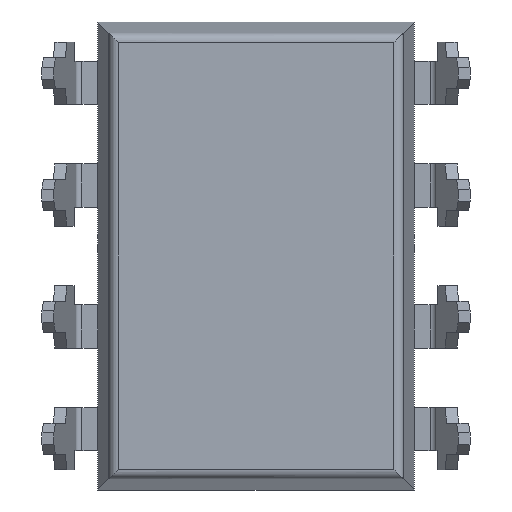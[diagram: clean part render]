
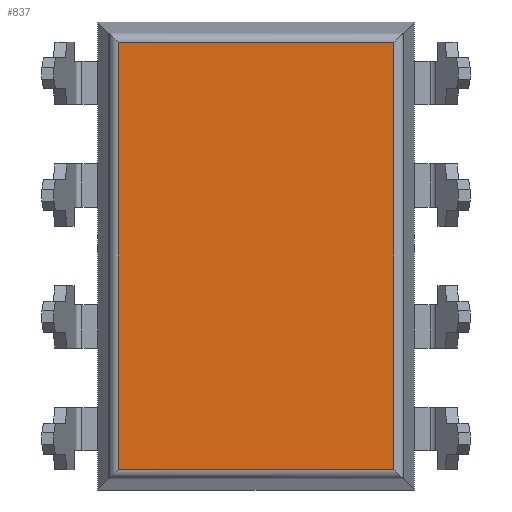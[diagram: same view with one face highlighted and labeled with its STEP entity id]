
A CAD part, front view. The second image highlights one B-rep face of the part: STEP entity #837.
In plain terms, the highlighted planar face has unit normal (0, -1, 0).
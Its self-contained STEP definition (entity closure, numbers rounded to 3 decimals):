
#92 = DIRECTION ( 'NONE',  ( 0., 1., 0. ) ) ;
#131 = CARTESIAN_POINT ( 'NONE',  ( 6.172, -1.875, 9.76 ) ) ;
#223 = EDGE_CURVE ( 'NONE', #593, #883, #1505, .T. ) ;
#260 = ORIENTED_EDGE ( 'NONE', *, *, #223, .F. ) ;
#345 = EDGE_CURVE ( 'NONE', #475, #593, #973, .T. ) ;
#373 = CARTESIAN_POINT ( 'NONE',  ( -3.4, -1.875, 9.332 ) ) ;
#456 = ORIENTED_EDGE ( 'NONE', *, *, #1778, .T. ) ;
#475 = VERTEX_POINT ( 'NONE', #1951 ) ;
#516 = EDGE_CURVE ( 'NONE', #475, #1693, #749, .T. ) ;
#563 = PLANE ( 'NONE',  #760 ) ;
#593 = VERTEX_POINT ( 'NONE', #1038 ) ;
#749 = LINE ( 'NONE', #1507, #922 ) ;
#760 = AXIS2_PLACEMENT_3D ( 'NONE', #1458, #92, #873 ) ;
#837 = ADVANCED_FACE ( 'NONE', ( #1161 ), #563, .F. ) ;
#873 = DIRECTION ( 'NONE',  ( 0., 0., 1. ) ) ;
#883 = VERTEX_POINT ( 'NONE', #1935 ) ;
#922 = VECTOR ( 'NONE', #1358, 1000. ) ;
#973 = LINE ( 'NONE', #373, #1234 ) ;
#1038 = CARTESIAN_POINT ( 'NONE',  ( 6.172, -1.875, 9.332 ) ) ;
#1059 = EDGE_LOOP ( 'NONE', ( #260, #1785, #1453, #456 ) ) ;
#1161 = FACE_OUTER_BOUND ( 'NONE', #1059, .T. ) ;
#1206 = LINE ( 'NONE', #1907, #1892 ) ;
#1212 = DIRECTION ( 'NONE',  ( 0., 0., -1. ) ) ;
#1234 = VECTOR ( 'NONE', #1904, 1000. ) ;
#1358 = DIRECTION ( 'NONE',  ( 0., 0., -1. ) ) ;
#1419 = VECTOR ( 'NONE', #1212, 1000. ) ;
#1453 = ORIENTED_EDGE ( 'NONE', *, *, #516, .T. ) ;
#1458 = CARTESIAN_POINT ( 'NONE',  ( 6.172, -1.875, 9.76 ) ) ;
#1498 = DIRECTION ( 'NONE',  ( 1., 0., 0. ) ) ;
#1505 = LINE ( 'NONE', #131, #1419 ) ;
#1507 = CARTESIAN_POINT ( 'NONE',  ( 0.428, -1.875, 9.76 ) ) ;
#1693 = VERTEX_POINT ( 'NONE', #1865 ) ;
#1778 = EDGE_CURVE ( 'NONE', #1693, #883, #1206, .T. ) ;
#1785 = ORIENTED_EDGE ( 'NONE', *, *, #345, .F. ) ;
#1865 = CARTESIAN_POINT ( 'NONE',  ( 0.428, -1.875, 0.428 ) ) ;
#1892 = VECTOR ( 'NONE', #1498, 1000. ) ;
#1904 = DIRECTION ( 'NONE',  ( 1., 0., 0. ) ) ;
#1907 = CARTESIAN_POINT ( 'NONE',  ( -3.4, -1.875, 0.428 ) ) ;
#1935 = CARTESIAN_POINT ( 'NONE',  ( 6.172, -1.875, 0.428 ) ) ;
#1951 = CARTESIAN_POINT ( 'NONE',  ( 0.428, -1.875, 9.332 ) ) ;
